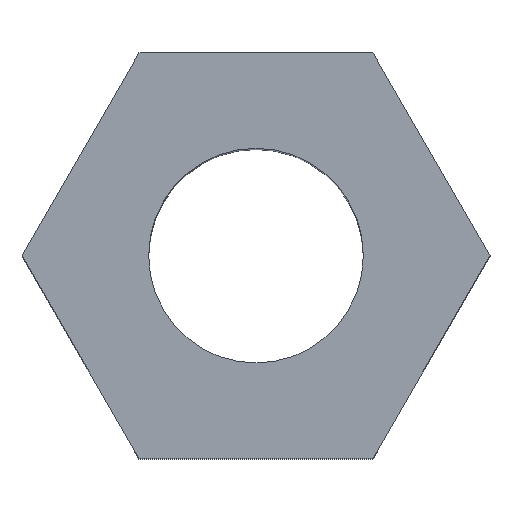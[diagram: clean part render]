
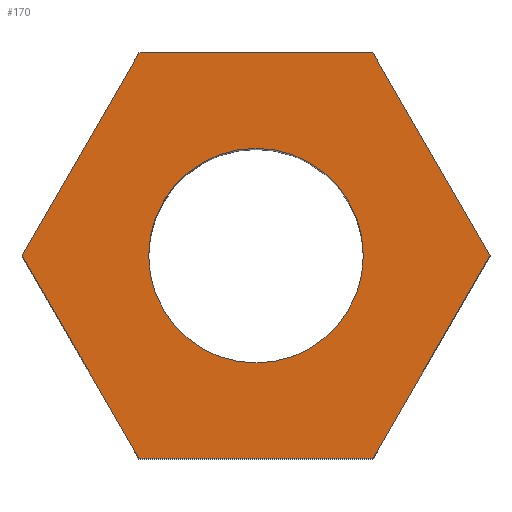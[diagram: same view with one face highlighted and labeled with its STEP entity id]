
A CAD part, top view. The second image highlights one B-rep face of the part: STEP entity #170.
In plain terms, the highlighted planar face has unit normal (0, 0, 1).
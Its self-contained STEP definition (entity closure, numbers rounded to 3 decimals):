
#7 = CARTESIAN_POINT ( 'NONE',  ( -1.363, -2.36, 5. ) ) ;
#10 = DIRECTION ( 'NONE',  ( -0.5, -0.866, 0. ) ) ;
#14 = ORIENTED_EDGE ( 'NONE', *, *, #408, .T. ) ;
#16 = VERTEX_POINT ( 'NONE', #96 ) ;
#29 = VECTOR ( 'NONE', #317, 1000. ) ;
#30 = DIRECTION ( 'NONE',  ( 0., 0., 1. ) ) ;
#34 = CARTESIAN_POINT ( 'NONE',  ( 0., 0., 5. ) ) ;
#55 = VECTOR ( 'NONE', #89, 1000. ) ;
#63 = VERTEX_POINT ( 'NONE', #143 ) ;
#68 = VECTOR ( 'NONE', #366, 1000. ) ;
#69 = EDGE_CURVE ( 'NONE', #236, #157, #353, .T. ) ;
#79 = CARTESIAN_POINT ( 'NONE',  ( 1.363, -2.36, 5. ) ) ;
#83 = ORIENTED_EDGE ( 'NONE', *, *, #432, .T. ) ;
#89 = DIRECTION ( 'NONE',  ( 0.5, -0.866, 0. ) ) ;
#91 = VERTEX_POINT ( 'NONE', #7 ) ;
#96 = CARTESIAN_POINT ( 'NONE',  ( 2.725, 0., 5. ) ) ;
#101 = DIRECTION ( 'NONE',  ( 0.5, 0.866, 0. ) ) ;
#118 = EDGE_LOOP ( 'NONE', ( #444, #405 ) ) ;
#122 = EDGE_CURVE ( 'NONE', #208, #16, #145, .T. ) ;
#141 = VECTOR ( 'NONE', #394, 1000. ) ;
#143 = CARTESIAN_POINT ( 'NONE',  ( 1.363, 2.36, 5. ) ) ;
#145 = LINE ( 'NONE', #358, #420 ) ;
#154 = LINE ( 'NONE', #225, #68 ) ;
#157 = VERTEX_POINT ( 'NONE', #217 ) ;
#162 = DIRECTION ( 'NONE',  ( 1., 0., 0. ) ) ;
#168 = AXIS2_PLACEMENT_3D ( 'NONE', #409, #383, #375 ) ;
#170 = ADVANCED_FACE ( 'NONE', ( #323, #431 ), #395, .T. ) ;
#172 = CARTESIAN_POINT ( 'NONE',  ( -1.363, -2.36, 5. ) ) ;
#173 = DIRECTION ( 'NONE',  ( 1., 0., 0. ) ) ;
#181 = DIRECTION ( 'NONE',  ( 0., 0., 1. ) ) ;
#183 = VECTOR ( 'NONE', #10, 1000. ) ;
#184 = CIRCLE ( 'NONE', #168, 1.25 ) ;
#187 = CARTESIAN_POINT ( 'NONE',  ( -1.363, 2.36, 5. ) ) ;
#207 = CARTESIAN_POINT ( 'NONE',  ( -2.725, 0., 5. ) ) ;
#208 = VERTEX_POINT ( 'NONE', #79 ) ;
#213 = EDGE_CURVE ( 'NONE', #16, #63, #154, .T. ) ;
#217 = CARTESIAN_POINT ( 'NONE',  ( -2.725, 0., 5. ) ) ;
#219 = CARTESIAN_POINT ( 'NONE',  ( 0., 0., 5. ) ) ;
#225 = CARTESIAN_POINT ( 'NONE',  ( 2.725, 0., 5. ) ) ;
#228 = ORIENTED_EDGE ( 'NONE', *, *, #213, .T. ) ;
#231 = CIRCLE ( 'NONE', #346, 1.25 ) ;
#233 = ORIENTED_EDGE ( 'NONE', *, *, #301, .T. ) ;
#236 = VERTEX_POINT ( 'NONE', #187 ) ;
#249 = CARTESIAN_POINT ( 'NONE',  ( -1.363, 2.36, 5. ) ) ;
#250 = CARTESIAN_POINT ( 'NONE',  ( 1.363, 2.36, 5. ) ) ;
#279 = CARTESIAN_POINT ( 'NONE',  ( 1.25, 0., 5. ) ) ;
#284 = LINE ( 'NONE', #250, #141 ) ;
#289 = LINE ( 'NONE', #172, #29 ) ;
#301 = EDGE_CURVE ( 'NONE', #157, #91, #336, .T. ) ;
#310 = ORIENTED_EDGE ( 'NONE', *, *, #69, .T. ) ;
#317 = DIRECTION ( 'NONE',  ( 1., 0., 0. ) ) ;
#323 = FACE_BOUND ( 'NONE', #118, .T. ) ;
#324 = AXIS2_PLACEMENT_3D ( 'NONE', #219, #181, #173 ) ;
#327 = ORIENTED_EDGE ( 'NONE', *, *, #122, .T. ) ;
#330 = EDGE_LOOP ( 'NONE', ( #83, #327, #228, #14, #310, #233 ) ) ;
#335 = VERTEX_POINT ( 'NONE', #279 ) ;
#336 = LINE ( 'NONE', #207, #55 ) ;
#341 = EDGE_CURVE ( 'NONE', #335, #440, #231, .T. ) ;
#346 = AXIS2_PLACEMENT_3D ( 'NONE', #34, #30, #162 ) ;
#349 = EDGE_CURVE ( 'NONE', #440, #335, #184, .T. ) ;
#352 = CARTESIAN_POINT ( 'NONE',  ( -1.25, 0., 5. ) ) ;
#353 = LINE ( 'NONE', #249, #183 ) ;
#358 = CARTESIAN_POINT ( 'NONE',  ( 1.363, -2.36, 5. ) ) ;
#366 = DIRECTION ( 'NONE',  ( -0.5, 0.866, 0. ) ) ;
#375 = DIRECTION ( 'NONE',  ( 1., 0., 0. ) ) ;
#383 = DIRECTION ( 'NONE',  ( 0., 0., 1. ) ) ;
#394 = DIRECTION ( 'NONE',  ( -1., 0., 0. ) ) ;
#395 = PLANE ( 'NONE',  #324 ) ;
#405 = ORIENTED_EDGE ( 'NONE', *, *, #349, .F. ) ;
#408 = EDGE_CURVE ( 'NONE', #63, #236, #284, .T. ) ;
#409 = CARTESIAN_POINT ( 'NONE',  ( 0., 0., 5. ) ) ;
#420 = VECTOR ( 'NONE', #101, 1000. ) ;
#431 = FACE_OUTER_BOUND ( 'NONE', #330, .T. ) ;
#432 = EDGE_CURVE ( 'NONE', #91, #208, #289, .T. ) ;
#440 = VERTEX_POINT ( 'NONE', #352 ) ;
#444 = ORIENTED_EDGE ( 'NONE', *, *, #341, .F. ) ;
